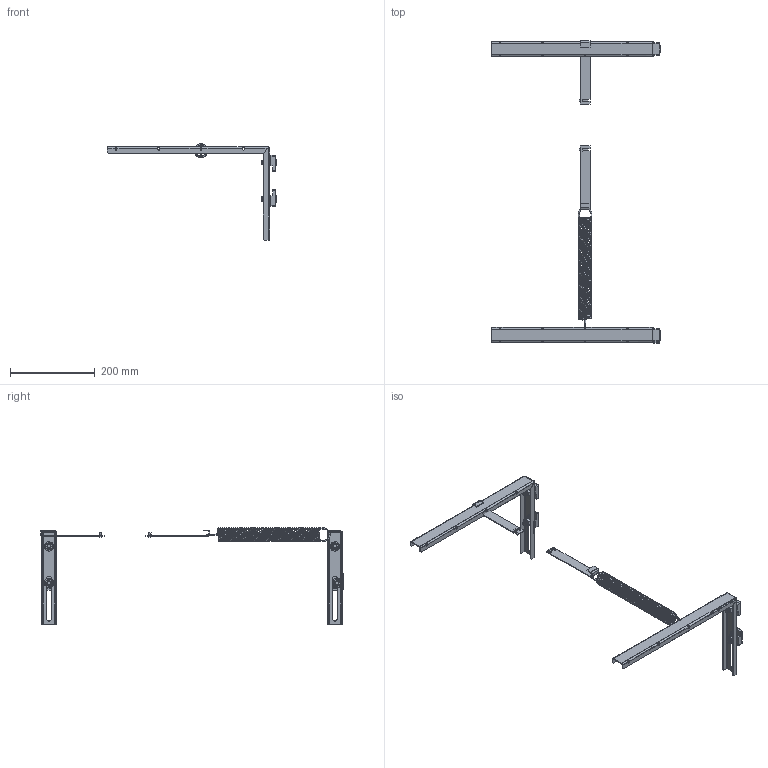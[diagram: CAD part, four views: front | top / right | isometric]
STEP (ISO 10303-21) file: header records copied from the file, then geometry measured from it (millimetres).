
FILE_DESCRIPTION (( 'STEP AP214' ), '1' );
FILE_NAME ('LIMAX RMS90.STEP', '2017-08-09T14:09:49', ( '' ), ( '' ), 'SwSTEP 2.0', 'SolidWorks 2017', '' );
FILE_SCHEMA (( 'AUTOMOTIVE_DESIGN' ));
Length unit declared in the file: millimetre
Products named in the file (7): Group4^LIMAX RMS90; Group1^LIMAX RMS90; Group6^LIMAX RMS90; Group5^LIMAX RMS90; Group2^LIMAX RMS90; LIMAX RMS90; Group3^LIMAX RMS90
Assembly tree (6 placements, depth 2):
  LIMAX RMS90
    Group1^LIMAX RMS90
    Group2^LIMAX RMS90
    Group3^LIMAX RMS90
    Group4^LIMAX RMS90
    Group5^LIMAX RMS90
    Group6^LIMAX RMS90
Bounding box: 398.4 x 712.48 x 226.6 mm (x, y, z)
Volume: 242813.9 mm3; surface area: 225843.9 mm2
Topology: 12 solids, 12 shells, 1073 faces, 2691 edges, 1587 vertices
Faces by surface type: plane 385, cylinder 292, cone 272, torus 56, bspline 52, sphere 16
Entity records: 96844 total; most frequent: CARTESIAN_POINT 67564, DIRECTION 5552, ORIENTED_EDGE 5330, EDGE_CURVE 2665, AXIS2_PLACEMENT_3D 2110, VERTEX_POINT 1587, LINE 1332, VECTOR 1332
